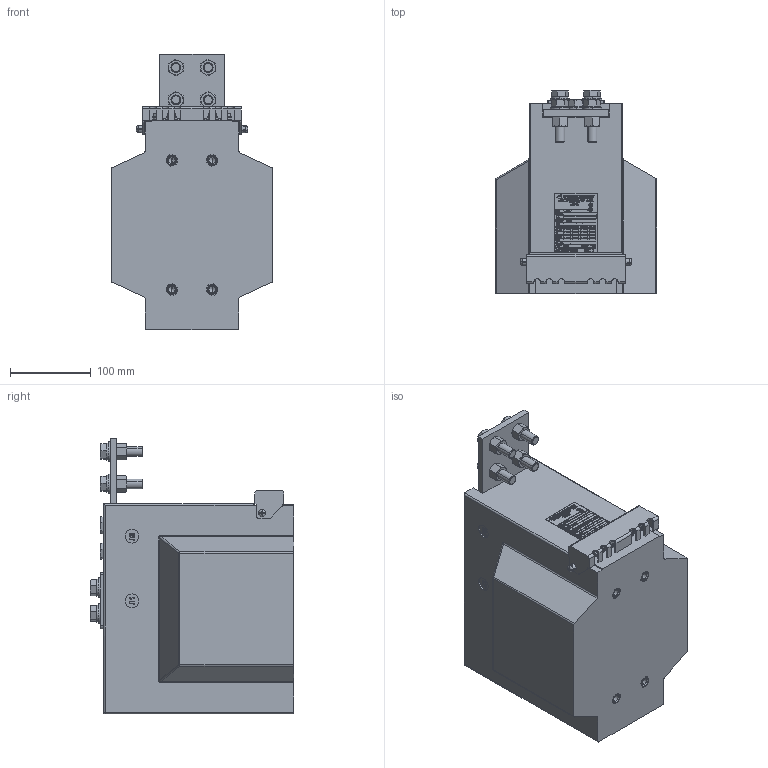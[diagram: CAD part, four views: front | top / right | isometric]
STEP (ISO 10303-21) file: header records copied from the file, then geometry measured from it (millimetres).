
FILE_DESCRIPTION (( 'STEP AP214' ), '1' );
FILE_NAME ('ﾒﾋﾊ-ﾑﾒ-10-ﾒﾋﾌ1 (1000ﾀ-1500ﾀ).STEP', '2023-05-31T07:54:42', ( '' ), ( '' ), 'SwSTEP 2.0', 'SolidWorks 2014', '' );
FILE_SCHEMA (( 'AUTOMOTIVE_DESIGN' ));
Length unit declared in the file: millimetre
Products named in the file (88): hex screw gradec_din; 屡扔.758472.007 绵殛郷-01; 屡扔.758181.002 妈眚 镫铎徼痤忸黜; íàêîíå÷êèê-òëì; curved spring lock washer_din; 屡扔.757465.005 袜觐礤黜桕_-02; Êîðïóñ ÒËÌ-10-1 5-600À; ÂÅÈÓ.735314.006-01 Êðûøêà çàùèòíàÿ; ﾒﾋﾊ-ﾑﾒ-10-ﾒﾋﾌ1 (1000ﾀ-1500ﾀ); plain washer hardened grade a_din; Êîðïóñ ÒËÌ-10-1 5-600À_1000-1500€; ÂÅÈÓ.754312.182À Òàáëè÷êà òåõíè÷åñêèõ äàííûõ ÒËÊ-ÑÒ__-00; hex nut gradec_din; ÂÅÈÓ.757465.007À Íàêîíå÷íèê_-00; ÂÅÈÓ.758472.007 Ãàéêà; hex nut gradec_din_Hexagon Nut ISO 4034 - M12 - N; hex screw gradec_din_ISO 4018 - M12 x 45-NN; plain washer hardened grade a_din_Washer DIN 125 - A 13 - 300HV; ÂÅÈÓ.757465.007À Íàêîíå÷íèê; curved spring lock washer_din_Spring washer DIN 128 - A12; hex screw gradec_din_ISO 4018 - M12 x 25-NN; ÂÅÈÓ.758472.005 Ãàéêà ñïåöèàëüíàÿ Ì10; plain washer hardened grade a_din_Washer DIN 125 - A 6.4 - 300HV; ÂÅÈÓ.754312.182À Òàáëè÷êà òåõíè÷åñêèõ äàííûõ ÒËÊ-ÑÒ_; curved spring lock washer_din_Spring washer DIN 128 - A6; hex screw gradec_din_ISO 4018 - M6 x 12-NN; 屡扔.757465.005 袜觐礤黜桕
Assembly tree (70 placements, depth 2):
  hex screw gradec_din
  屡扔.758181.002 妈眚 镫铎徼痤忸黜
  íàêîíå÷êèê-òëì
  hex screw gradec_din
  curved spring lock washer_din
Bounding box: 200 x 251.55 x 341.5 mm (x, y, z)
Volume: 9458122.5 mm3; surface area: 451827.4 mm2
Topology: 70 solids, 70 shells, 4295 faces, 10946 edges, 7105 vertices
Faces by surface type: plane 2435, bspline 970, cylinder 427, cone 410, torus 48, sphere 5
Entity records: 187722 total; most frequent: CARTESIAN_POINT 77503, ORIENTED_EDGE 18280, DIRECTION 12686, EDGE_CURVE 9140, VECTOR 6486, LINE 6486, VERTEX_POINT 6039, EDGE_LOOP 3841
